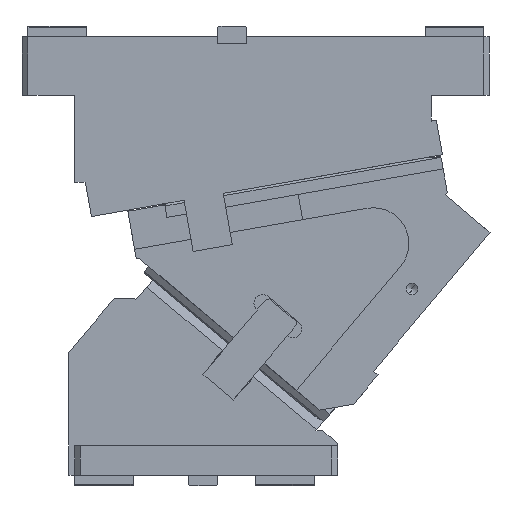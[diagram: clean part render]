
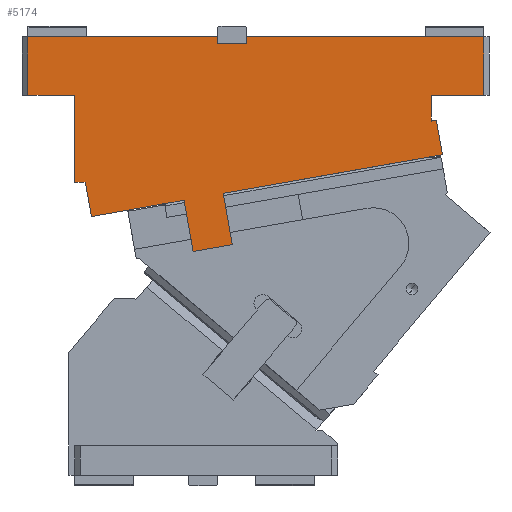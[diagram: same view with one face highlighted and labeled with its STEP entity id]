
A CAD part, front view. The second image highlights one B-rep face of the part: STEP entity #5174.
In plain terms, the highlighted planar face has unit normal (0, -1, 0).
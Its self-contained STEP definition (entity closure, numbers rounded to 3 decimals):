
#237=CARTESIAN_POINT('Vertex',(45.,-200.,-50.)) ;
#240=CARTESIAN_POINT('Line Origine',(25.,-200.,-50.)) ;
#244=CARTESIAN_POINT('Vertex',(5.,-200.,-50.)) ;
#623=CARTESIAN_POINT('Vertex',(59.428,-200.,-153.764)) ;
#626=CARTESIAN_POINT('Line Origine',(56.824,-200.,-138.992)) ;
#630=CARTESIAN_POINT('Vertex',(54.219,-200.,-124.22)) ;
#661=CARTESIAN_POINT('Line Origine',(53.424,-200.,-124.36)) ;
#665=CARTESIAN_POINT('Vertex',(52.629,-200.,-124.5)) ;
#699=CARTESIAN_POINT('Line Origine',(48.814,-200.,-124.5)) ;
#703=CARTESIAN_POINT('Vertex',(45.,-200.,-124.5)) ;
#819=CARTESIAN_POINT('Line Origine',(45.,-200.,-87.25)) ;
#1603=CARTESIAN_POINT('Vertex',(395.,-200.,0.)) ;
#1781=CARTESIAN_POINT('Vertex',(192.5,-200.,0.)) ;
#1784=CARTESIAN_POINT('Line Origine',(293.75,-200.,0.)) ;
#2004=CARTESIAN_POINT('Line Origine',(395.,-200.,-25.)) ;
#2008=CARTESIAN_POINT('Vertex',(395.,-200.,-50.)) ;
#2028=CARTESIAN_POINT('Line Origine',(372.5,-200.,-50.)) ;
#2032=CARTESIAN_POINT('Vertex',(350.,-200.,-50.)) ;
#2112=CARTESIAN_POINT('Vertex',(350.,-200.,-72.065)) ;
#2129=CARTESIAN_POINT('Line Origine',(350.,-200.,-61.033)) ;
#2232=CARTESIAN_POINT('Line Origine',(83.064,-200.,-149.596)) ;
#2236=CARTESIAN_POINT('Vertex',(106.699,-200.,-145.429)) ;
#2276=CARTESIAN_POINT('Vertex',(359.795,-200.,-100.801)) ;
#2279=CARTESIAN_POINT('Line Origine',(265.992,-200.,-117.341)) ;
#2283=CARTESIAN_POINT('Vertex',(172.189,-200.,-133.881)) ;
#2304=CARTESIAN_POINT('Vertex',(138.705,-200.,-139.785)) ;
#2307=CARTESIAN_POINT('Line Origine',(122.702,-200.,-142.607)) ;
#3410=CARTESIAN_POINT('Line Origine',(352.293,-200.,-71.661)) ;
#3414=CARTESIAN_POINT('Vertex',(354.585,-200.,-71.257)) ;
#4266=CARTESIAN_POINT('Line Origine',(357.19,-200.,-86.029)) ;
#4283=CARTESIAN_POINT('Line Origine',(163.175,-200.,-180.657)) ;
#4287=CARTESIAN_POINT('Vertex',(146.433,-200.,-183.609)) ;
#4289=CARTESIAN_POINT('Vertex',(179.916,-200.,-177.705)) ;
#4323=CARTESIAN_POINT('Line Origine',(176.053,-200.,-155.793)) ;
#4426=CARTESIAN_POINT('Line Origine',(142.569,-200.,-161.697)) ;
#5023=CARTESIAN_POINT('Vertex',(167.5,-200.,0.)) ;
#5026=CARTESIAN_POINT('Line Origine',(167.5,-200.,-3.)) ;
#5030=CARTESIAN_POINT('Vertex',(167.5,-200.,-6.)) ;
#5097=CARTESIAN_POINT('Line Origine',(192.5,-200.,-3.)) ;
#5101=CARTESIAN_POINT('Vertex',(192.5,-200.,-6.)) ;
#5121=CARTESIAN_POINT('Line Origine',(180.,-200.,-6.)) ;
#5133=CARTESIAN_POINT('Axis2P3D Location',(0.,-200.,0.)) ;
#5138=CARTESIAN_POINT('Line Origine',(86.25,-200.,0.)) ;
#5142=CARTESIAN_POINT('Vertex',(5.,-200.,0.)) ;
#5145=CARTESIAN_POINT('Line Origine',(5.,-200.,-25.)) ;
#241=DIRECTION('Vector Direction',(-1.,0.,0.)) ;
#627=DIRECTION('Vector Direction',(0.174,0.,-0.985)) ;
#662=DIRECTION('Vector Direction',(-0.985,0.,-0.174)) ;
#700=DIRECTION('Vector Direction',(1.,0.,0.)) ;
#820=DIRECTION('Vector Direction',(0.,0.,1.)) ;
#1785=DIRECTION('Vector Direction',(1.,0.,0.)) ;
#2005=DIRECTION('Vector Direction',(0.,0.,1.)) ;
#2029=DIRECTION('Vector Direction',(-1.,0.,0.)) ;
#2130=DIRECTION('Vector Direction',(0.,0.,1.)) ;
#2233=DIRECTION('Vector Direction',(0.985,0.,0.174)) ;
#2280=DIRECTION('Vector Direction',(-0.985,0.,-0.174)) ;
#2308=DIRECTION('Vector Direction',(-0.985,0.,-0.174)) ;
#3411=DIRECTION('Vector Direction',(0.985,0.,0.174)) ;
#4267=DIRECTION('Vector Direction',(0.174,0.,-0.985)) ;
#4284=DIRECTION('Vector Direction',(0.985,0.,0.174)) ;
#4324=DIRECTION('Vector Direction',(-0.174,0.,0.985)) ;
#4427=DIRECTION('Vector Direction',(-0.174,0.,0.985)) ;
#5027=DIRECTION('Vector Direction',(0.,0.,1.)) ;
#5098=DIRECTION('Vector Direction',(0.,0.,-1.)) ;
#5122=DIRECTION('Vector Direction',(1.,0.,0.)) ;
#5134=DIRECTION('Axis2P3D Direction',(0.,1.,0.)) ;
#5135=DIRECTION('Axis2P3D XDirection',(0.,0.,1.)) ;
#5139=DIRECTION('Vector Direction',(1.,0.,0.)) ;
#5146=DIRECTION('Vector Direction',(0.,0.,-1.)) ;
#5136=AXIS2_PLACEMENT_3D('Plane Axis2P3D',#5133,#5134,#5135) ;
#5151=ORIENTED_EDGE('',*,*,#5125,.F.) ;
#5152=ORIENTED_EDGE('',*,*,#5032,.T.) ;
#5153=ORIENTED_EDGE('',*,*,#5144,.F.) ;
#5154=ORIENTED_EDGE('',*,*,#5149,.T.) ;
#5155=ORIENTED_EDGE('',*,*,#246,.F.) ;
#5156=ORIENTED_EDGE('',*,*,#823,.F.) ;
#5157=ORIENTED_EDGE('',*,*,#705,.T.) ;
#5158=ORIENTED_EDGE('',*,*,#667,.F.) ;
#5159=ORIENTED_EDGE('',*,*,#632,.T.) ;
#5160=ORIENTED_EDGE('',*,*,#2238,.T.) ;
#5161=ORIENTED_EDGE('',*,*,#2311,.T.) ;
#5162=ORIENTED_EDGE('',*,*,#4430,.F.) ;
#5163=ORIENTED_EDGE('',*,*,#4291,.T.) ;
#5164=ORIENTED_EDGE('',*,*,#4327,.T.) ;
#5165=ORIENTED_EDGE('',*,*,#2285,.T.) ;
#5166=ORIENTED_EDGE('',*,*,#4270,.T.) ;
#5167=ORIENTED_EDGE('',*,*,#3416,.T.) ;
#5168=ORIENTED_EDGE('',*,*,#2133,.T.) ;
#5169=ORIENTED_EDGE('',*,*,#2034,.F.) ;
#5170=ORIENTED_EDGE('',*,*,#2010,.T.) ;
#5171=ORIENTED_EDGE('',*,*,#1788,.F.) ;
#5172=ORIENTED_EDGE('',*,*,#5103,.T.) ;
#242=VECTOR('Line Direction',#241,1.) ;
#628=VECTOR('Line Direction',#627,1.) ;
#663=VECTOR('Line Direction',#662,1.) ;
#701=VECTOR('Line Direction',#700,1.) ;
#821=VECTOR('Line Direction',#820,1.) ;
#1786=VECTOR('Line Direction',#1785,1.) ;
#2006=VECTOR('Line Direction',#2005,1.) ;
#2030=VECTOR('Line Direction',#2029,1.) ;
#2131=VECTOR('Line Direction',#2130,1.) ;
#2234=VECTOR('Line Direction',#2233,1.) ;
#2281=VECTOR('Line Direction',#2280,1.) ;
#2309=VECTOR('Line Direction',#2308,1.) ;
#3412=VECTOR('Line Direction',#3411,1.) ;
#4268=VECTOR('Line Direction',#4267,1.) ;
#4285=VECTOR('Line Direction',#4284,1.) ;
#4325=VECTOR('Line Direction',#4324,1.) ;
#4428=VECTOR('Line Direction',#4427,1.) ;
#5028=VECTOR('Line Direction',#5027,1.) ;
#5099=VECTOR('Line Direction',#5098,1.) ;
#5123=VECTOR('Line Direction',#5122,1.) ;
#5140=VECTOR('Line Direction',#5139,1.) ;
#5147=VECTOR('Line Direction',#5146,1.) ;
#5174=ADVANCED_FACE('CAM HOLDER',(#5173),#5137,.F.) ;
#246=EDGE_CURVE('',#238,#245,#243,.T.) ;
#632=EDGE_CURVE('',#631,#624,#629,.T.) ;
#667=EDGE_CURVE('',#631,#666,#664,.T.) ;
#705=EDGE_CURVE('',#704,#666,#702,.T.) ;
#823=EDGE_CURVE('',#704,#238,#822,.T.) ;
#1788=EDGE_CURVE('',#1782,#1604,#1787,.T.) ;
#2010=EDGE_CURVE('',#2009,#1604,#2007,.T.) ;
#2034=EDGE_CURVE('',#2009,#2033,#2031,.T.) ;
#2133=EDGE_CURVE('',#2113,#2033,#2132,.T.) ;
#2238=EDGE_CURVE('',#624,#2237,#2235,.T.) ;
#2285=EDGE_CURVE('',#2284,#2277,#2282,.F.) ;
#2311=EDGE_CURVE('',#2237,#2305,#2310,.F.) ;
#3416=EDGE_CURVE('',#3415,#2113,#3413,.F.) ;
#4270=EDGE_CURVE('',#2277,#3415,#4269,.F.) ;
#4291=EDGE_CURVE('',#4288,#4290,#4286,.T.) ;
#4327=EDGE_CURVE('',#4290,#2284,#4326,.T.) ;
#4430=EDGE_CURVE('',#4288,#2305,#4429,.T.) ;
#5032=EDGE_CURVE('',#5031,#5024,#5029,.T.) ;
#5103=EDGE_CURVE('',#1782,#5102,#5100,.T.) ;
#5125=EDGE_CURVE('',#5031,#5102,#5124,.T.) ;
#5144=EDGE_CURVE('',#5143,#5024,#5141,.T.) ;
#5149=EDGE_CURVE('',#5143,#245,#5148,.T.) ;
#5150=EDGE_LOOP('',(#5151,#5152,#5153,#5154,#5155,#5156,#5157,#5158,#5159,#5160,#5161,#5162,#5163,#5164,#5165,#5166,#5167,#5168,#5169,#5170,#5171,#5172)) ;
#5173=FACE_OUTER_BOUND('',#5150,.T.) ;
#243=LINE('Line',#240,#242) ;
#629=LINE('Line',#626,#628) ;
#664=LINE('Line',#661,#663) ;
#702=LINE('Line',#699,#701) ;
#822=LINE('Line',#819,#821) ;
#1787=LINE('Line',#1784,#1786) ;
#2007=LINE('Line',#2004,#2006) ;
#2031=LINE('Line',#2028,#2030) ;
#2132=LINE('Line',#2129,#2131) ;
#2235=LINE('Line',#2232,#2234) ;
#2282=LINE('Line',#2279,#2281) ;
#2310=LINE('Line',#2307,#2309) ;
#3413=LINE('Line',#3410,#3412) ;
#4269=LINE('Line',#4266,#4268) ;
#4286=LINE('Line',#4283,#4285) ;
#4326=LINE('Line',#4323,#4325) ;
#4429=LINE('Line',#4426,#4428) ;
#5029=LINE('Line',#5026,#5028) ;
#5100=LINE('Line',#5097,#5099) ;
#5124=LINE('Line',#5121,#5123) ;
#5141=LINE('Line',#5138,#5140) ;
#5148=LINE('Line',#5145,#5147) ;
#5137=PLANE('Plane',#5136) ;
#238=VERTEX_POINT('',#237) ;
#245=VERTEX_POINT('',#244) ;
#624=VERTEX_POINT('',#623) ;
#631=VERTEX_POINT('',#630) ;
#666=VERTEX_POINT('',#665) ;
#704=VERTEX_POINT('',#703) ;
#1604=VERTEX_POINT('',#1603) ;
#1782=VERTEX_POINT('',#1781) ;
#2009=VERTEX_POINT('',#2008) ;
#2033=VERTEX_POINT('',#2032) ;
#2113=VERTEX_POINT('',#2112) ;
#2237=VERTEX_POINT('',#2236) ;
#2277=VERTEX_POINT('',#2276) ;
#2284=VERTEX_POINT('',#2283) ;
#2305=VERTEX_POINT('',#2304) ;
#3415=VERTEX_POINT('',#3414) ;
#4288=VERTEX_POINT('',#4287) ;
#4290=VERTEX_POINT('',#4289) ;
#5024=VERTEX_POINT('',#5023) ;
#5031=VERTEX_POINT('',#5030) ;
#5102=VERTEX_POINT('',#5101) ;
#5143=VERTEX_POINT('',#5142) ;
